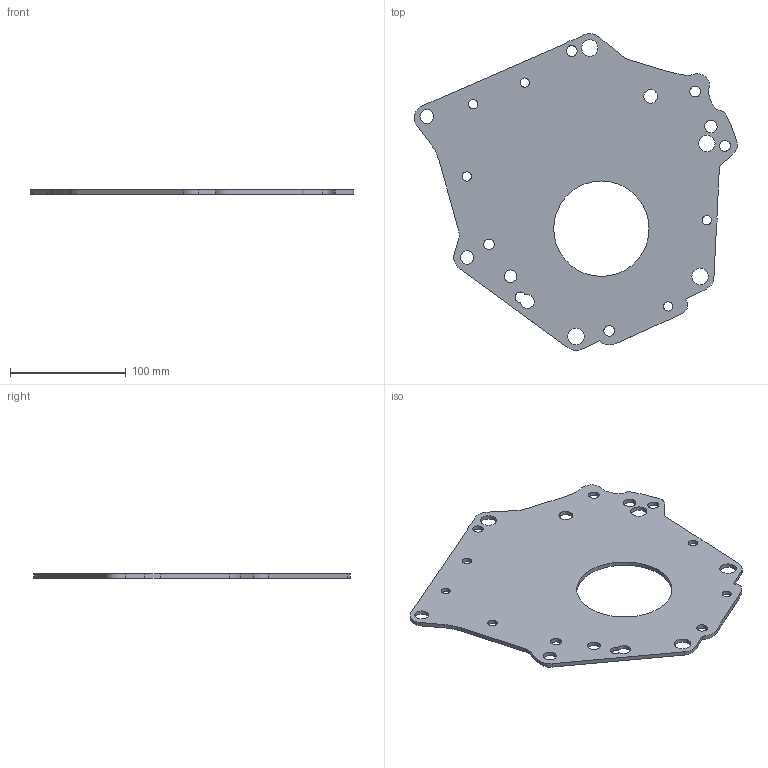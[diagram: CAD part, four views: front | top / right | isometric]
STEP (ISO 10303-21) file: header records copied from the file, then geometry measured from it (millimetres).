
FILE_DESCRIPTION(/* description */ ('STEP AP242 Edition 2','CAx-IF Rec.Pracs.---Representation and Presentation of Product Manufacturing Information (PMI)---4.0---2014-10-13','CAx-IF Rec.Pracs.---3D Tessellated Geometry---0.4---2014-09-14','2;1','CAx-IF Rec.Pracs.---User Defined Attributes---1.5---2016-08-15'),/* implementation_level */ '2;1');
FILE_NAME(/* name */ '69752a0f02172020a6afd91c',/* time_stamp */ '2026-01-24T20:22:40Z',/* author */ (''),/* organization */ (''),/* preprocessor_version */ 'ST-DEVELOPER v20',/* originating_system */ 'ONSHAPE BY PTC INC, 1.209',/* authorisation */ ' ');
FILE_SCHEMA (('AP242_MANAGED_MODEL_BASED_3D_ENGINEERING_MIM_LF { 1 0 10303 442 3 1 4 }'));
Length unit declared in the file: metre
Products named in the file (1): Adapter
Bounding box: 279.72 x 274.03 x 3.5 mm (x, y, z)
Volume: 155307.7 mm3; surface area: 96080.8 mm2
Topology: 1 solids, 1 shells, 46 faces, 132 edges, 88 vertices
Faces by surface type: cylinder 29, plane 13, bspline 4
Full cylindrical faces by diameter (mm): 8 x5, 9.2 x2, 9.25 x1, 9.3 x1, 9.38 x1, 10.8 x2, 11.531 x1, 12 x2, 14.2 x4, 82.55 x1
Entity records: 2228 total; most frequent: CARTESIAN_POINT 963, DIRECTION 248, ORIENTED_EDGE 224, EDGE_CURVE 112, EDGE_LOOP 108, FACE_BOUND 108, AXIS2_PLACEMENT_3D 101, VERTEX_POINT 88
